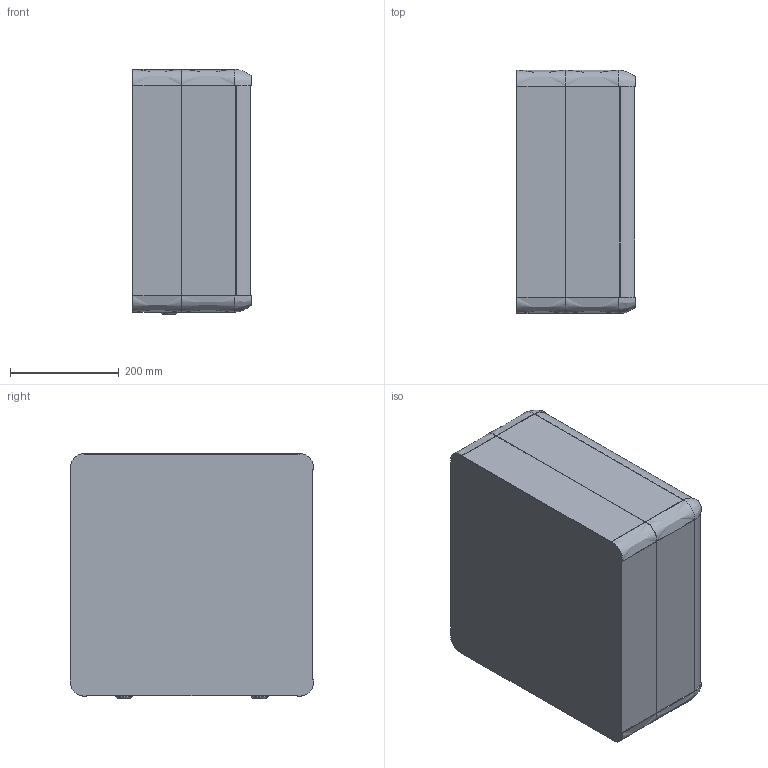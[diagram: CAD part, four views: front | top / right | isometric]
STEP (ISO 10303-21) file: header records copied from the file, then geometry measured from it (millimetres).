
FILE_DESCRIPTION (( 'STEP AP214' ), '1' );
FILE_NAME ('ECO.1290.0009(400x400)_REV1.STEP', '2024-08-15T18:08:38', ( '' ), ( '' ), 'SwSTEP 2.0', 'SolidWorks 2023', '' );
FILE_SCHEMA (( 'AUTOMOTIVE_DESIGN' ));
Length unit declared in the file: inch
Products named in the file (1): ECO.1290.0009(400x400)_REV1
Bounding box: 217.8 x 448.35 x 451.99 mm (x, y, z)
Volume: 3146761.4 mm3; surface area: 2122286.5 mm2
Topology: 27 solids, 27 shells, 2595 faces, 7323 edges, 4783 vertices
Faces by surface type: plane 1291, cylinder 998, cone 192, bspline 114
Full cylindrical faces by diameter (mm): 5.006 x1, 5.009 x1, 5.015 x1, 5.068 x1, 6.012 x1, 6.013 x1, 7 x4, 13.5 x2, 16 x2, 71 x1
Entity records: 89114 total; most frequent: CARTESIAN_POINT 21409, ORIENTED_EDGE 14524, DIRECTION 13835, EDGE_CURVE 7262, VERTEX_POINT 4763, AXIS2_PLACEMENT_3D 4631, VECTOR 4573, LINE 4573
